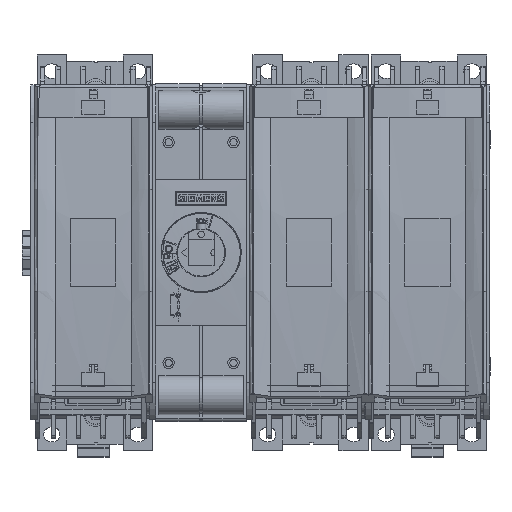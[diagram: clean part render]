
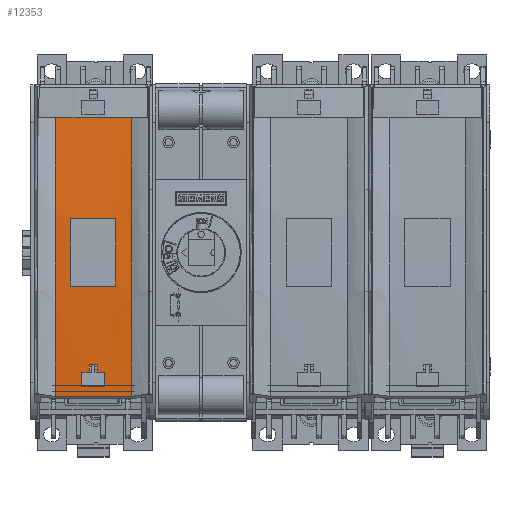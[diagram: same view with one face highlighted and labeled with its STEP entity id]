
A CAD part, top view. The second image highlights one B-rep face of the part: STEP entity #12353.
In plain terms, the highlighted cylindrical face has radius 598 mm (diameter 1196 mm), a partial arc.
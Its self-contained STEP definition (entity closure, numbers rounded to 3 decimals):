
#12353=ADVANCED_FACE('',(#26198,#26199,#26200),#26201,.T.);
#26198=FACE_BOUND('',#41470,.T.);
#26199=FACE_BOUND('',#41471,.T.);
#26200=FACE_OUTER_BOUND('',#41472,.T.);
#26201=CYLINDRICAL_SURFACE('',#41473,598.);
#41470=EDGE_LOOP('',(#80386,#80387,#80388,#80389));
#41471=EDGE_LOOP('',(#80390,#80391,#80392,#80393,#80394,#80395,#80396,#80397));
#41472=EDGE_LOOP('',(#80398,#80399,#80400,#80401));
#41473=AXIS2_PLACEMENT_3D('',#80402,#80403,#80404);
#80386=ORIENTED_EDGE('',*,*,#106137,.T.);
#80387=ORIENTED_EDGE('',*,*,#106134,.T.);
#80388=ORIENTED_EDGE('',*,*,#106131,.T.);
#80389=ORIENTED_EDGE('',*,*,#106127,.T.);
#80390=ORIENTED_EDGE('',*,*,#106124,.T.);
#80391=ORIENTED_EDGE('',*,*,#106121,.T.);
#80392=ORIENTED_EDGE('',*,*,#106118,.T.);
#80393=ORIENTED_EDGE('',*,*,#106115,.T.);
#80394=ORIENTED_EDGE('',*,*,#106112,.T.);
#80395=ORIENTED_EDGE('',*,*,#106109,.T.);
#80396=ORIENTED_EDGE('',*,*,#106105,.T.);
#80397=ORIENTED_EDGE('',*,*,#106101,.T.);
#80398=ORIENTED_EDGE('',*,*,#107713,.T.);
#80399=ORIENTED_EDGE('',*,*,#107749,.T.);
#80400=ORIENTED_EDGE('',*,*,#107751,.F.);
#80401=ORIENTED_EDGE('',*,*,#107752,.F.);
#80402=CARTESIAN_POINT('',(21.95,62.9,-469.3));
#80403=DIRECTION('',(1.0,0.0,-0.0));
#80404=DIRECTION('',(0.0,0.087,0.996));
#106101=EDGE_CURVE('',#131570,#131568,#131571,.T.);
#106105=EDGE_CURVE('',#131576,#131570,#131577,.T.);
#106109=EDGE_CURVE('',#131581,#131576,#131582,.T.);
#106112=EDGE_CURVE('',#131585,#131581,#131586,.T.);
#106115=EDGE_CURVE('',#131589,#131585,#131590,.T.);
#106118=EDGE_CURVE('',#131593,#131589,#131594,.T.);
#106121=EDGE_CURVE('',#131597,#131593,#131598,.T.);
#106124=EDGE_CURVE('',#131568,#131597,#131601,.T.);
#106127=EDGE_CURVE('',#131604,#131605,#131606,.T.);
#106131=EDGE_CURVE('',#131610,#131604,#131611,.T.);
#106134=EDGE_CURVE('',#131614,#131610,#131615,.T.);
#106137=EDGE_CURVE('',#131605,#131614,#131618,.T.);
#107713=EDGE_CURVE('',#133870,#133874,#133876,.T.);
#107749=EDGE_CURVE('',#133874,#133926,#133928,.T.);
#107751=EDGE_CURVE('',#133930,#133926,#133931,.T.);
#107752=EDGE_CURVE('',#133870,#133930,#133932,.T.);
#131568=VERTEX_POINT('',#170231);
#131570=VERTEX_POINT('',#170234);
#131571=LINE('',#170235,#170236);
#131576=VERTEX_POINT('',#170243);
#131577=CIRCLE('',#170244,598.);
#131581=VERTEX_POINT('',#170249);
#131582=LINE('',#170250,#170251);
#131585=VERTEX_POINT('',#170255);
#131586=CIRCLE('',#170256,598.);
#131589=VERTEX_POINT('',#170260);
#131590=LINE('',#170261,#170262);
#131593=VERTEX_POINT('',#170266);
#131594=CIRCLE('',#170267,598.);
#131597=VERTEX_POINT('',#170271);
#131598=LINE('',#170272,#170273);
#131601=CIRCLE('',#170277,598.);
#131604=VERTEX_POINT('',#170280);
#131605=VERTEX_POINT('',#170281);
#131606=LINE('',#170282,#170283);
#131610=VERTEX_POINT('',#170289);
#131611=CIRCLE('',#170290,598.);
#131614=VERTEX_POINT('',#170294);
#131615=LINE('',#170295,#170296);
#131618=CIRCLE('',#170300,598.);
#133870=VERTEX_POINT('',#173768);
#133874=VERTEX_POINT('',#173775);
#133876=LINE('',#173780,#173781);
#133926=VERTEX_POINT('',#173930);
#133928=CIRCLE('',#173939,598.);
#133930=VERTEX_POINT('',#173941);
#133931=LINE('',#173942,#173943);
#133932=CIRCLE('',#173944,598.);
#170231=CARTESIAN_POINT('',(23.2,28.4,127.704));
#170234=CARTESIAN_POINT('',(20.7,28.4,127.704));
#170235=CARTESIAN_POINT('',(21.95,28.4,127.704));
#170236=VECTOR('',#197981,1.0);
#170243=CARTESIAN_POINT('',(20.7,25.9,127.554));
#170244=AXIS2_PLACEMENT_3D('',#197984,#197985,#197986);
#170249=CARTESIAN_POINT('',(18.45,25.9,127.554));
#170250=CARTESIAN_POINT('',(19.575,25.9,127.554));
#170251=VECTOR('',#197991,1.0);
#170255=CARTESIAN_POINT('',(18.45,21.6,127.272));
#170256=AXIS2_PLACEMENT_3D('',#197993,#197994,#197995);
#170260=CARTESIAN_POINT('',(25.45,21.6,127.272));
#170261=CARTESIAN_POINT('',(21.95,21.6,127.272));
#170262=VECTOR('',#197997,1.0);
#170266=CARTESIAN_POINT('',(25.45,25.9,127.554));
#170267=AXIS2_PLACEMENT_3D('',#197999,#198000,#198001);
#170271=CARTESIAN_POINT('',(23.2,25.9,127.554));
#170272=CARTESIAN_POINT('',(24.325,25.9,127.554));
#170273=VECTOR('',#198003,1.0);
#170277=AXIS2_PLACEMENT_3D('',#198005,#198006,#198007);
#170280=CARTESIAN_POINT('',(28.95,52.463,128.609));
#170281=CARTESIAN_POINT('',(14.95,52.463,128.609));
#170282=CARTESIAN_POINT('',(21.95,52.463,128.609));
#170283=VECTOR('',#198011,1.0);
#170289=CARTESIAN_POINT('',(28.95,73.336,128.609));
#170290=AXIS2_PLACEMENT_3D('',#198014,#198015,#198016);
#170294=CARTESIAN_POINT('',(14.95,73.336,128.609));
#170295=CARTESIAN_POINT('',(21.95,73.336,128.609));
#170296=VECTOR('',#198018,1.0);
#170300=AXIS2_PLACEMENT_3D('',#198020,#198021,#198022);
#173768=CARTESIAN_POINT('',(33.7,104.413,127.257));
#173775=CARTESIAN_POINT('',(10.2,104.413,127.257));
#173780=CARTESIAN_POINT('',(21.95,104.413,127.257));
#173781=VECTOR('',#199713,598.);
#173930=CARTESIAN_POINT('',(10.2,18.489,127.049));
#173939=AXIS2_PLACEMENT_3D('',#199740,#199741,#199742);
#173941=CARTESIAN_POINT('',(33.7,18.489,127.049));
#173942=CARTESIAN_POINT('',(21.95,18.489,127.049));
#173943=VECTOR('',#199743,1.0);
#173944=AXIS2_PLACEMENT_3D('',#199744,#199745,#199746);
#197981=DIRECTION('',(1.0,0.0,0.0));
#197984=CARTESIAN_POINT('',(20.7,62.9,-469.3));
#197985=DIRECTION('',(-1.0,0.0,0.0));
#197986=DIRECTION('',(0.0,0.087,0.996));
#197991=DIRECTION('',(1.0,0.0,0.0));
#197993=CARTESIAN_POINT('',(18.45,62.9,-469.3));
#197994=DIRECTION('',(-1.0,0.0,0.0));
#197995=DIRECTION('',(0.0,0.087,0.996));
#197997=DIRECTION('',(-1.0,-0.0,-0.0));
#197999=CARTESIAN_POINT('',(25.45,62.9,-469.3));
#198000=DIRECTION('',(1.0,0.0,-0.0));
#198001=DIRECTION('',(0.0,0.087,0.996));
#198003=DIRECTION('',(1.0,0.0,0.0));
#198005=CARTESIAN_POINT('',(23.2,62.9,-469.3));
#198006=DIRECTION('',(1.0,0.0,-0.0));
#198007=DIRECTION('',(0.0,0.087,0.996));
#198011=DIRECTION('',(-1.0,-0.0,-0.0));
#198014=CARTESIAN_POINT('',(28.95,62.9,-469.3));
#198015=DIRECTION('',(1.0,0.0,-0.0));
#198016=DIRECTION('',(0.0,0.087,0.996));
#198018=DIRECTION('',(1.0,0.0,0.0));
#198020=CARTESIAN_POINT('',(14.95,62.9,-469.3));
#198021=DIRECTION('',(-1.0,0.0,0.0));
#198022=DIRECTION('',(0.0,0.087,0.996));
#199713=DIRECTION('',(-1.0,-0.0,-0.0));
#199740=CARTESIAN_POINT('',(10.2,62.9,-469.3));
#199741=DIRECTION('',(1.0,0.0,-0.0));
#199742=DIRECTION('',(0.0,0.087,0.996));
#199743=DIRECTION('',(-1.0,-0.0,-0.0));
#199744=CARTESIAN_POINT('',(33.7,62.9,-469.3));
#199745=DIRECTION('',(1.0,0.0,-0.0));
#199746=DIRECTION('',(0.0,0.087,0.996));
